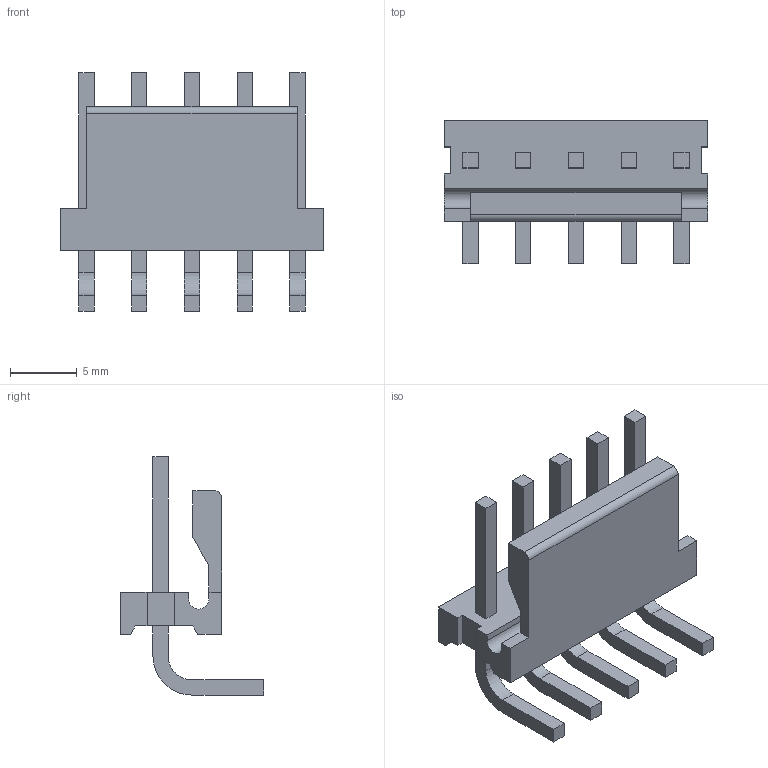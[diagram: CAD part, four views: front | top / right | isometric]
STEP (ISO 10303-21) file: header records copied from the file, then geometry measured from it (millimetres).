
FILE_DESCRIPTION((''),'2;1');
FILE_NAME('C-640387-5','2012-10-18T',('workeradm'),('Tyco Electronics Ltd.'),'PRO/ENGINEER BY PARAMETRIC TECHNOLOGY CORPORATION, 2010430','PRO/ENGINEER BY PARAMETRIC TECHNOLOGY CORPORATION, 2010430','');
FILE_SCHEMA(('AUTOMOTIVE_DESIGN { 1 0 10303 214 1 1 1 1 }'));
Length unit declared in the file: millimetre
Products named in the file (1): C-640387-5
Bounding box: 19.81 x 10.79 x 17.89 mm (x, y, z)
Volume: 723.9 mm3; surface area: 1299.8 mm2
Topology: 1 solids, 1 shells, 99 faces, 261 edges, 174 vertices
Faces by surface type: plane 87, cylinder 12
Entity records: 3332 total; most frequent: CARTESIAN_POINT 536, ORIENTED_EDGE 522, DIRECTION 483, EDGE_CURVE 261, VECTOR 237, LINE 237, VERTEX_POINT 174, AXIS2_PLACEMENT_3D 123
